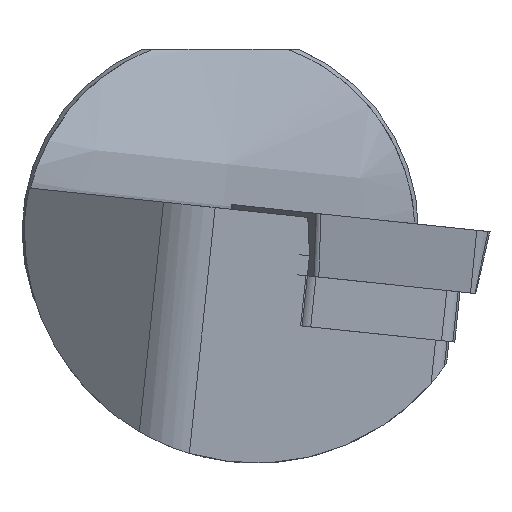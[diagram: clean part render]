
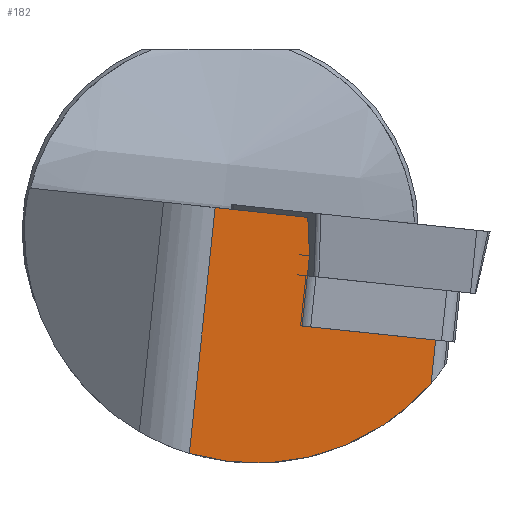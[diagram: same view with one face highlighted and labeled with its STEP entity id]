
A CAD part, left-side view. The second image highlights one B-rep face of the part: STEP entity #182.
In plain terms, the highlighted planar face has unit normal (-0.999, 0.052, 0.005).
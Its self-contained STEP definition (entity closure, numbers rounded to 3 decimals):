
#147=ELLIPSE('',#981,14.62,14.6);
#182=ADVANCED_FACE('',(#256),#230,.F.);
#230=PLANE('',#982);
#256=FACE_OUTER_BOUND('',#303,.T.);
#303=EDGE_LOOP('',(#522,#523,#524,#525,#526,#527,#528,#529));
#347=LINE('',#1299,#415);
#352=LINE('',#1317,#420);
#368=LINE('',#1372,#436);
#371=LINE('',#1377,#439);
#372=LINE('',#1378,#440);
#373=LINE('',#1382,#441);
#374=LINE('',#1384,#442);
#415=VECTOR('',#1058,1.);
#420=VECTOR('',#1075,1.);
#436=VECTOR('',#1101,1.);
#439=VECTOR('',#1106,1.);
#440=VECTOR('',#1107,1.);
#441=VECTOR('',#1110,1.);
#442=VECTOR('',#1111,1.);
#522=ORIENTED_EDGE('',*,*,#816,.F.);
#523=ORIENTED_EDGE('',*,*,#846,.T.);
#524=ORIENTED_EDGE('',*,*,#849,.F.);
#525=ORIENTED_EDGE('',*,*,#824,.F.);
#526=ORIENTED_EDGE('',*,*,#850,.T.);
#527=ORIENTED_EDGE('',*,*,#851,.T.);
#528=ORIENTED_EDGE('',*,*,#852,.F.);
#529=ORIENTED_EDGE('',*,*,#853,.F.);
#733=VERTEX_POINT('',#1296);
#734=VERTEX_POINT('',#1298);
#742=VERTEX_POINT('',#1318);
#743=VERTEX_POINT('',#1319);
#761=VERTEX_POINT('',#1371);
#763=VERTEX_POINT('',#1379);
#764=VERTEX_POINT('',#1381);
#765=VERTEX_POINT('',#1383);
#816=EDGE_CURVE('',#734,#733,#347,.T.);
#824=EDGE_CURVE('',#742,#743,#352,.T.);
#846=EDGE_CURVE('',#734,#761,#368,.T.);
#849=EDGE_CURVE('',#743,#761,#371,.T.);
#850=EDGE_CURVE('',#742,#763,#372,.T.);
#851=EDGE_CURVE('',#763,#764,#147,.T.);
#852=EDGE_CURVE('',#765,#764,#373,.T.);
#853=EDGE_CURVE('',#733,#765,#374,.T.);
#981=AXIS2_PLACEMENT_3D('',#1380,#1108,#1109);
#982=AXIS2_PLACEMENT_3D('',#1385,#1112,#1113);
#1058=DIRECTION('',(-0.052,-0.993,-0.104));
#1075=DIRECTION('',(-0.052,-0.993,-0.104));
#1101=DIRECTION('',(0.,-0.105,0.995));
#1106=DIRECTION('',(-0.008,-0.044,-0.999));
#1107=DIRECTION('',(0.,0.105,-0.995));
#1108=DIRECTION('',(-0.999,0.052,0.005));
#1109=DIRECTION('',(0.052,0.993,0.104));
#1110=DIRECTION('',(0.,0.105,-0.995));
#1111=DIRECTION('',(-0.052,-0.993,-0.104));
#1112=DIRECTION('',(0.999,-0.052,-0.005));
#1113=DIRECTION('',(0.052,0.999,0.));
#1296=CARTESIAN_POINT('',(1.531,-5.184,-5.955));
#1298=CARTESIAN_POINT('',(1.532,-5.157,-5.952));
#1299=CARTESIAN_POINT('',(1.091,-13.573,-6.837));
#1317=CARTESIAN_POINT('',(1.091,-14.289,-0.024));
#1318=CARTESIAN_POINT('',(1.857,0.325,1.512));
#1319=CARTESIAN_POINT('',(1.551,-5.515,0.898));
#1371=CARTESIAN_POINT('',(1.532,-5.622,-1.527));
#1372=CARTESIAN_POINT('',(1.532,-8.293,23.884));
#1377=CARTESIAN_POINT('',(1.314,-6.861,-29.753));
#1378=CARTESIAN_POINT('',(1.857,3.429,-28.026));
#1379=CARTESIAN_POINT('',(1.857,1.953,-13.982));
#1380=CARTESIAN_POINT('',(1.715,-2.25,0.));
#1381=CARTESIAN_POINT('',(1.091,-13.286,-9.558));
#1382=CARTESIAN_POINT('',(1.091,-11.184,-29.561));
#1383=CARTESIAN_POINT('',(1.091,-13.573,-6.837));
#1384=CARTESIAN_POINT('',(1.091,-13.573,-6.837));
#1385=CARTESIAN_POINT('',(1.091,-11.184,-29.561));
